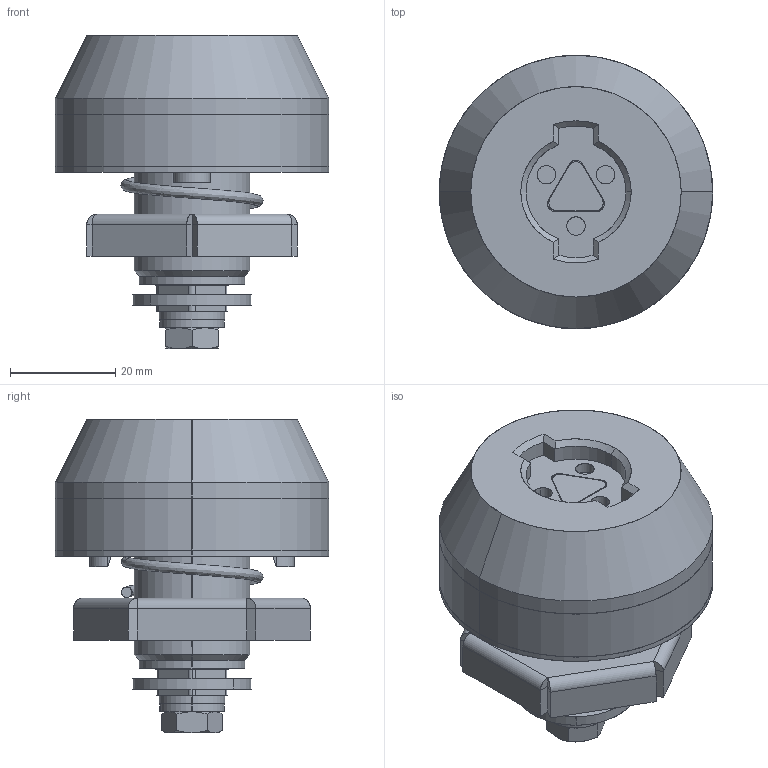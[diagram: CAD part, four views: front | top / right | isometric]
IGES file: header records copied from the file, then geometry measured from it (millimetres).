
Start section: SolidWorks IGES file using analytic representation for surfaces
Global section: file name: A-1326-3.IGS; native system: SolidWorks 2014; preprocessor: SolidWorks 2014; author: 1337yo; date: 191204.154900; units: millimetre
Bounding box: 52 x 52 x 59.6 mm (x, y, z)
Surface area: 31567.9 mm2 (no closed solid volume)
Topology: 0 solids, 0 shells, 373 faces, 5496 edges, 5494 vertices
Faces by surface type: bspline 194, revolution 179
